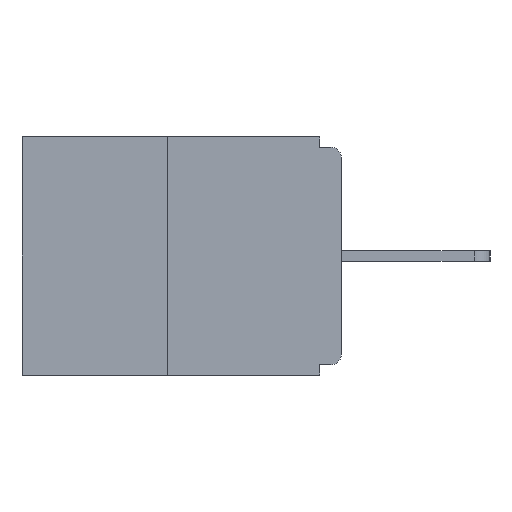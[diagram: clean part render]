
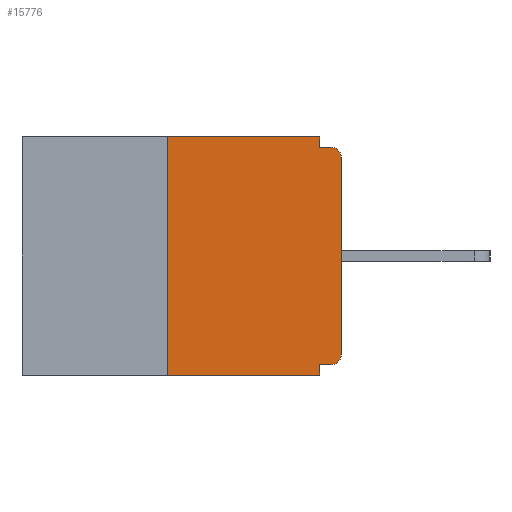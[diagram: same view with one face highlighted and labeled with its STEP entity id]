
A CAD part, left-side view. The second image highlights one B-rep face of the part: STEP entity #15776.
In plain terms, the highlighted planar face has unit normal (-1, 0, 0).
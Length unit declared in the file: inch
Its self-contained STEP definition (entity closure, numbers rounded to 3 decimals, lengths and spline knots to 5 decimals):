
#235 = VECTOR ( 'NONE', #6721, 39.37008 ) ;
#260 = LINE ( 'NONE', #15122, #8224 ) ;
#413 = VERTEX_POINT ( 'NONE', #1905 ) ;
#553 = LINE ( 'NONE', #10586, #14761 ) ;
#792 = DIRECTION ( 'NONE',  ( -1., 0., 0. ) ) ;
#1216 = VECTOR ( 'NONE', #12785, 39.37008 ) ;
#1255 = EDGE_CURVE ( 'NONE', #2846, #13445, #7954, .T. ) ;
#1302 = EDGE_CURVE ( 'NONE', #10506, #9801, #11789, .T. ) ;
#1905 = CARTESIAN_POINT ( 'NONE',  ( 0., 0., -0.313 ) ) ;
#2025 = LINE ( 'NONE', #6664, #10860 ) ;
#2165 = VERTEX_POINT ( 'NONE', #5509 ) ;
#2182 = DIRECTION ( 'NONE',  ( 0., 0., -1. ) ) ;
#2509 = VERTEX_POINT ( 'NONE', #4084 ) ;
#2763 = EDGE_CURVE ( 'NONE', #413, #11349, #260, .T. ) ;
#2846 = VERTEX_POINT ( 'NONE', #7757 ) ;
#3213 = ORIENTED_EDGE ( 'NONE', *, *, #1302, .F. ) ;
#3290 = ORIENTED_EDGE ( 'NONE', *, *, #15156, .F. ) ;
#3354 = CARTESIAN_POINT ( 'NONE',  ( 0., 0.46, -0.343 ) ) ;
#3444 = DIRECTION ( 'NONE',  ( 0., -1., 0. ) ) ;
#3558 = DIRECTION ( 'NONE',  ( 1., 0., 0. ) ) ;
#3950 = DIRECTION ( 'NONE',  ( 0., -1., 0. ) ) ;
#4084 = CARTESIAN_POINT ( 'NONE',  ( 0., 0.015, -0.328 ) ) ;
#4555 = ORIENTED_EDGE ( 'NONE', *, *, #15113, .T. ) ;
#4771 = CARTESIAN_POINT ( 'NONE',  ( 0., 0., -0.03 ) ) ;
#5366 = VERTEX_POINT ( 'NONE', #9906 ) ;
#5403 = EDGE_LOOP ( 'NONE', ( #3290, #15088, #10086, #3213, #14388, #6703, #8872, #4555, #9532, #13987 ) ) ;
#5509 = CARTESIAN_POINT ( 'NONE',  ( 0., 0.031, -0.015 ) ) ;
#5563 = CARTESIAN_POINT ( 'NONE',  ( 0., 0.031, -0.343 ) ) ;
#6510 = CIRCLE ( 'NONE', #6984, 0.015 ) ;
#6664 = CARTESIAN_POINT ( 'NONE',  ( 0., 0., -0.015 ) ) ;
#6673 = VERTEX_POINT ( 'NONE', #7404 ) ;
#6703 = ORIENTED_EDGE ( 'NONE', *, *, #14143, .T. ) ;
#6721 = DIRECTION ( 'NONE',  ( 0., 0., -1. ) ) ;
#6984 = AXIS2_PLACEMENT_3D ( 'NONE', #10505, #8955, #12872 ) ;
#7404 = CARTESIAN_POINT ( 'NONE',  ( 0., 0.015, -0.015 ) ) ;
#7530 = CIRCLE ( 'NONE', #9598, 0.015 ) ;
#7590 = DIRECTION ( 'NONE',  ( 0., 0., 1. ) ) ;
#7757 = CARTESIAN_POINT ( 'NONE',  ( 0., 0.25, -0.343 ) ) ;
#7954 = LINE ( 'NONE', #10407, #9187 ) ;
#8224 = VECTOR ( 'NONE', #7590, 39.37008 ) ;
#8272 = DIRECTION ( 'NONE',  ( 0., 0., -1. ) ) ;
#8292 = LINE ( 'NONE', #3354, #14050 ) ;
#8572 = VECTOR ( 'NONE', #9679, 39.37008 ) ;
#8872 = ORIENTED_EDGE ( 'NONE', *, *, #2763, .T. ) ;
#8955 = DIRECTION ( 'NONE',  ( -1., 0., 0. ) ) ;
#9187 = VECTOR ( 'NONE', #15496, 39.37008 ) ;
#9532 = ORIENTED_EDGE ( 'NONE', *, *, #12103, .F. ) ;
#9598 = AXIS2_PLACEMENT_3D ( 'NONE', #14501, #792, #8272 ) ;
#9610 = AXIS2_PLACEMENT_3D ( 'NONE', #14806, #3558, #2182 ) ;
#9641 = PLANE ( 'NONE',  #9610 ) ;
#9669 = CARTESIAN_POINT ( 'NONE',  ( 0., 0.031, -0.328 ) ) ;
#9679 = DIRECTION ( 'NONE',  ( 0., 1., 0. ) ) ;
#9801 = VERTEX_POINT ( 'NONE', #12341 ) ;
#9906 = CARTESIAN_POINT ( 'NONE',  ( 0., 0.031, 0. ) ) ;
#10086 = ORIENTED_EDGE ( 'NONE', *, *, #14864, .T. ) ;
#10168 = LINE ( 'NONE', #12703, #1216 ) ;
#10407 = CARTESIAN_POINT ( 'NONE',  ( 0., 0.25, 0. ) ) ;
#10467 = EDGE_CURVE ( 'NONE', #5366, #2165, #553, .T. ) ;
#10505 = CARTESIAN_POINT ( 'NONE',  ( 0., 0.015, -0.03 ) ) ;
#10506 = VERTEX_POINT ( 'NONE', #9669 ) ;
#10586 = CARTESIAN_POINT ( 'NONE',  ( 0., 0.031, 0. ) ) ;
#10860 = VECTOR ( 'NONE', #3950, 39.37008 ) ;
#10863 = FACE_OUTER_BOUND ( 'NONE', #5403, .T. ) ;
#11349 = VERTEX_POINT ( 'NONE', #4771 ) ;
#11789 = LINE ( 'NONE', #5563, #235 ) ;
#12103 = EDGE_CURVE ( 'NONE', #2165, #6673, #2025, .T. ) ;
#12341 = CARTESIAN_POINT ( 'NONE',  ( 0., 0.031, -0.343 ) ) ;
#12703 = CARTESIAN_POINT ( 'NONE',  ( 0., 0.46, 0. ) ) ;
#12785 = DIRECTION ( 'NONE',  ( 0., -1., 0. ) ) ;
#12872 = DIRECTION ( 'NONE',  ( 0., 0., -1. ) ) ;
#13445 = VERTEX_POINT ( 'NONE', #14914 ) ;
#13875 = EDGE_CURVE ( 'NONE', #2509, #10506, #14844, .T. ) ;
#13987 = ORIENTED_EDGE ( 'NONE', *, *, #10467, .F. ) ;
#14050 = VECTOR ( 'NONE', #3444, 39.37008 ) ;
#14143 = EDGE_CURVE ( 'NONE', #2509, #413, #7530, .T. ) ;
#14388 = ORIENTED_EDGE ( 'NONE', *, *, #13875, .F. ) ;
#14501 = CARTESIAN_POINT ( 'NONE',  ( 0., 0.015, -0.313 ) ) ;
#14761 = VECTOR ( 'NONE', #15578, 39.37008 ) ;
#14806 = CARTESIAN_POINT ( 'NONE',  ( 0., 0.46, 0. ) ) ;
#14844 = LINE ( 'NONE', #16085, #8572 ) ;
#14864 = EDGE_CURVE ( 'NONE', #2846, #9801, #8292, .T. ) ;
#14914 = CARTESIAN_POINT ( 'NONE',  ( 0., 0.25, 0. ) ) ;
#15088 = ORIENTED_EDGE ( 'NONE', *, *, #1255, .F. ) ;
#15113 = EDGE_CURVE ( 'NONE', #11349, #6673, #6510, .T. ) ;
#15122 = CARTESIAN_POINT ( 'NONE',  ( 0., 0., 0. ) ) ;
#15156 = EDGE_CURVE ( 'NONE', #13445, #5366, #10168, .T. ) ;
#15496 = DIRECTION ( 'NONE',  ( 0., 0., 1. ) ) ;
#15578 = DIRECTION ( 'NONE',  ( 0., 0., -1. ) ) ;
#15776 = ADVANCED_FACE ( 'NONE', ( #10863 ), #9641, .F. ) ;
#16085 = CARTESIAN_POINT ( 'NONE',  ( 0., 0., -0.328 ) ) ;
